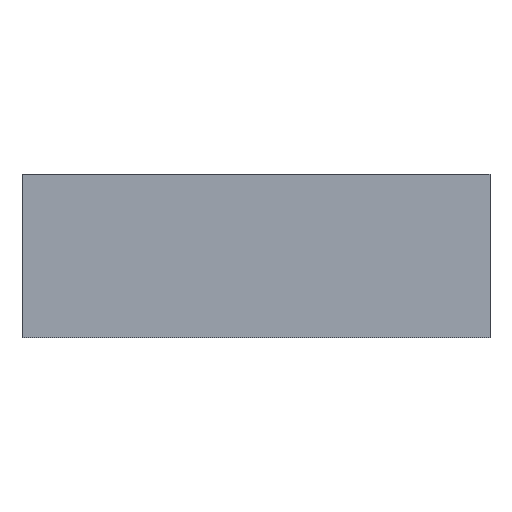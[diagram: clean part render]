
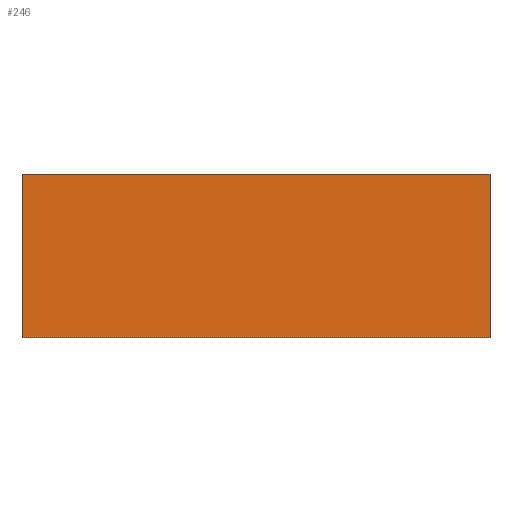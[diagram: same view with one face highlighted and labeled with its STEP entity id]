
A CAD part, top view. The second image highlights one B-rep face of the part: STEP entity #246.
In plain terms, the highlighted planar face has unit normal (0, 0, 1).
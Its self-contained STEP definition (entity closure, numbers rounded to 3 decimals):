
#226=AXIS2_PLACEMENT_3D('Plane Axis2P3D',#223,#224,#225) ;
#170=CARTESIAN_POINT('Vertex',(25.8,0.,7.2)) ;
#173=CARTESIAN_POINT('Line Origine',(12.9,0.,7.2)) ;
#177=CARTESIAN_POINT('Vertex',(0.,0.,7.2)) ;
#204=CARTESIAN_POINT('Line Origine',(0.,4.5,7.2)) ;
#208=CARTESIAN_POINT('Vertex',(0.,9.,7.2)) ;
#223=CARTESIAN_POINT('Axis2P3D Location',(12.9,4.5,7.2)) ;
#228=CARTESIAN_POINT('Line Origine',(25.8,4.5,7.2)) ;
#232=CARTESIAN_POINT('Vertex',(25.8,9.,7.2)) ;
#235=CARTESIAN_POINT('Line Origine',(12.9,9.,7.2)) ;
#174=DIRECTION('Vector Direction',(1.,0.,0.)) ;
#205=DIRECTION('Vector Direction',(0.,1.,0.)) ;
#224=DIRECTION('Axis2P3D Direction',(0.,0.,1.)) ;
#225=DIRECTION('Axis2P3D XDirection',(0.,1.,0.)) ;
#229=DIRECTION('Vector Direction',(0.,-1.,0.)) ;
#236=DIRECTION('Vector Direction',(-1.,0.,0.)) ;
#175=VECTOR('Line Direction',#174,1.) ;
#206=VECTOR('Line Direction',#205,1.) ;
#230=VECTOR('Line Direction',#229,1.) ;
#237=VECTOR('Line Direction',#236,1.) ;
#241=ORIENTED_EDGE('',*,*,#179,.T.) ;
#242=ORIENTED_EDGE('',*,*,#234,.T.) ;
#243=ORIENTED_EDGE('',*,*,#239,.T.) ;
#244=ORIENTED_EDGE('',*,*,#210,.T.) ;
#246=ADVANCED_FACE('S3D - gedreht',(#245),#227,.T.) ;
#179=EDGE_CURVE('',#178,#171,#176,.T.) ;
#210=EDGE_CURVE('',#209,#178,#207,.F.) ;
#234=EDGE_CURVE('',#171,#233,#231,.F.) ;
#239=EDGE_CURVE('',#233,#209,#238,.T.) ;
#240=EDGE_LOOP('',(#241,#242,#243,#244)) ;
#245=FACE_OUTER_BOUND('',#240,.T.) ;
#176=LINE('Line',#173,#175) ;
#207=LINE('Line',#204,#206) ;
#231=LINE('Line',#228,#230) ;
#238=LINE('Line',#235,#237) ;
#227=PLANE('',#226) ;
#171=VERTEX_POINT('',#170) ;
#178=VERTEX_POINT('',#177) ;
#209=VERTEX_POINT('',#208) ;
#233=VERTEX_POINT('',#232) ;
